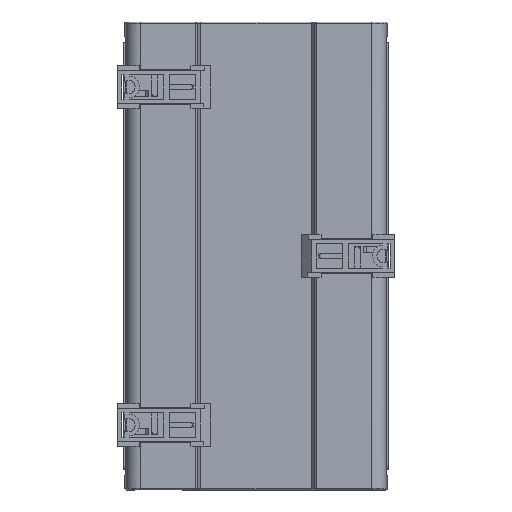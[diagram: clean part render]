
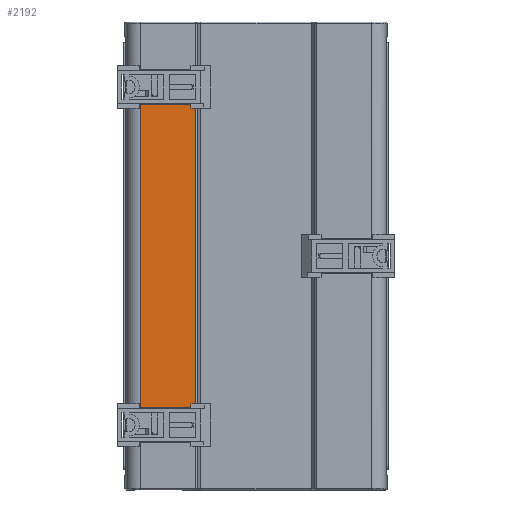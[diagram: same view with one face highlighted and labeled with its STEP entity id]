
A CAD part, front view. The second image highlights one B-rep face of the part: STEP entity #2192.
In plain terms, the highlighted face is planar.
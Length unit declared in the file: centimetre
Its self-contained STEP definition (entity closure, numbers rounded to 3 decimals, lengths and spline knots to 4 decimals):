
#676 = VECTOR ( 'NONE', #31119, 100. ) ;
#842 = CARTESIAN_POINT ( 'NONE',  ( -2.234, -5.215, 0. ) ) ;
#1048 = CARTESIAN_POINT ( 'NONE',  ( -2.234, 5.065, 0. ) ) ;
#2192 = ADVANCED_FACE ( 'NONE', ( #21194 ), #20290, .F. ) ;
#3769 = LINE ( 'NONE', #24792, #33207 ) ;
#3811 = VERTEX_POINT ( 'NONE', #32901 ) ;
#5005 = DIRECTION ( 'NONE',  ( 1., 0., 0. ) ) ;
#5120 = CARTESIAN_POINT ( 'NONE',  ( -5.4, -5.215, 0. ) ) ;
#6099 = ORIENTED_EDGE ( 'NONE', *, *, #14477, .T. ) ;
#6345 = EDGE_CURVE ( 'NONE', #27815, #30548, #8651, .T. ) ;
#8004 = CARTESIAN_POINT ( 'NONE',  ( -3.9607, 0., 0. ) ) ;
#8651 = LINE ( 'NONE', #5120, #14915 ) ;
#8853 = VECTOR ( 'NONE', #22329, 100. ) ;
#9465 = CARTESIAN_POINT ( 'NONE',  ( -2.234, 5.065, 0. ) ) ;
#9791 = EDGE_CURVE ( 'NONE', #20615, #10421, #15225, .T. ) ;
#10421 = VERTEX_POINT ( 'NONE', #1048 ) ;
#11025 = CARTESIAN_POINT ( 'NONE',  ( -2.234, -5.065, 0. ) ) ;
#12184 = DIRECTION ( 'NONE',  ( 1., 0., 0. ) ) ;
#13069 = CARTESIAN_POINT ( 'NONE',  ( -2.0724, 5.065, 0. ) ) ;
#13277 = EDGE_CURVE ( 'NONE', #30236, #3811, #3769, .T. ) ;
#14247 = VECTOR ( 'NONE', #24089, 100. ) ;
#14442 = DIRECTION ( 'NONE',  ( 0., 1., 0. ) ) ;
#14477 = EDGE_CURVE ( 'NONE', #19785, #18333, #30322, .T. ) ;
#14581 = EDGE_CURVE ( 'NONE', #20615, #3811, #22594, .T. ) ;
#14915 = VECTOR ( 'NONE', #5005, 100. ) ;
#14999 = DIRECTION ( 'NONE',  ( 0., 0., 1. ) ) ;
#15225 = LINE ( 'NONE', #9465, #676 ) ;
#16387 = ORIENTED_EDGE ( 'NONE', *, *, #6345, .F. ) ;
#17116 = ORIENTED_EDGE ( 'NONE', *, *, #14581, .T. ) ;
#18333 = VERTEX_POINT ( 'NONE', #34409 ) ;
#19148 = VECTOR ( 'NONE', #14442, 100. ) ;
#19178 = EDGE_LOOP ( 'NONE', ( #19267, #17116, #23444, #25816, #16387, #29216, #6099, #30697 ) ) ;
#19267 = ORIENTED_EDGE ( 'NONE', *, *, #9791, .F. ) ;
#19720 = LINE ( 'NONE', #8004, #14247 ) ;
#19785 = VERTEX_POINT ( 'NONE', #23703 ) ;
#20290 = PLANE ( 'NONE',  #31435 ) ;
#20615 = VERTEX_POINT ( 'NONE', #13069 ) ;
#21194 = FACE_OUTER_BOUND ( 'NONE', #19178, .T. ) ;
#21225 = VECTOR ( 'NONE', #28422, 100. ) ;
#21699 = LINE ( 'NONE', #842, #19148 ) ;
#21915 = EDGE_CURVE ( 'NONE', #30548, #30236, #21699, .T. ) ;
#22329 = DIRECTION ( 'NONE',  ( 1., 0., 0. ) ) ;
#22435 = CARTESIAN_POINT ( 'NONE',  ( -5.4, 5.215, 0. ) ) ;
#22594 = LINE ( 'NONE', #25954, #21225 ) ;
#23444 = ORIENTED_EDGE ( 'NONE', *, *, #13277, .F. ) ;
#23703 = CARTESIAN_POINT ( 'NONE',  ( -3.9607, 5.215, 0. ) ) ;
#23893 = CARTESIAN_POINT ( 'NONE',  ( -3.9607, -5.215, 0. ) ) ;
#24089 = DIRECTION ( 'NONE',  ( 0., 1., 0. ) ) ;
#24792 = CARTESIAN_POINT ( 'NONE',  ( -2.234, -5.065, 0. ) ) ;
#24917 = DIRECTION ( 'NONE',  ( 0., 1., 0. ) ) ;
#25129 = CARTESIAN_POINT ( 'NONE',  ( -2.234, 5.215, 0. ) ) ;
#25816 = ORIENTED_EDGE ( 'NONE', *, *, #21915, .F. ) ;
#25954 = CARTESIAN_POINT ( 'NONE',  ( -2.0724, 0., 0. ) ) ;
#27815 = VERTEX_POINT ( 'NONE', #23893 ) ;
#28422 = DIRECTION ( 'NONE',  ( 0., -1., 0. ) ) ;
#29115 = EDGE_CURVE ( 'NONE', #27815, #19785, #19720, .T. ) ;
#29216 = ORIENTED_EDGE ( 'NONE', *, *, #29115, .T. ) ;
#29641 = LINE ( 'NONE', #25129, #34252 ) ;
#30236 = VERTEX_POINT ( 'NONE', #11025 ) ;
#30322 = LINE ( 'NONE', #22435, #8853 ) ;
#30548 = VERTEX_POINT ( 'NONE', #33835 ) ;
#30697 = ORIENTED_EDGE ( 'NONE', *, *, #33964, .F. ) ;
#31119 = DIRECTION ( 'NONE',  ( -1., 0., 0. ) ) ;
#31148 = CARTESIAN_POINT ( 'NONE',  ( 0., 0., 0. ) ) ;
#31435 = AXIS2_PLACEMENT_3D ( 'NONE', #31148, #14999, #12184 ) ;
#32901 = CARTESIAN_POINT ( 'NONE',  ( -2.0724, -5.065, 0. ) ) ;
#33131 = DIRECTION ( 'NONE',  ( 1., 0., 0. ) ) ;
#33207 = VECTOR ( 'NONE', #33131, 100. ) ;
#33835 = CARTESIAN_POINT ( 'NONE',  ( -2.234, -5.215, 0. ) ) ;
#33964 = EDGE_CURVE ( 'NONE', #10421, #18333, #29641, .T. ) ;
#34252 = VECTOR ( 'NONE', #24917, 100. ) ;
#34409 = CARTESIAN_POINT ( 'NONE',  ( -2.234, 5.215, 0. ) ) ;
